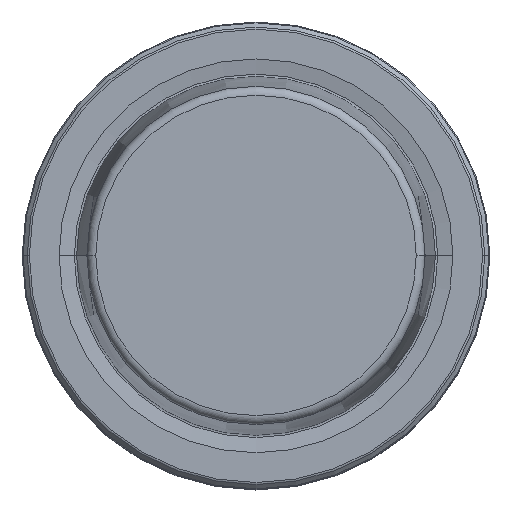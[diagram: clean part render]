
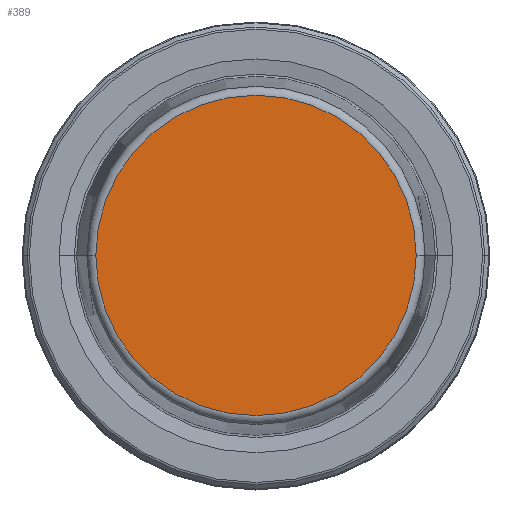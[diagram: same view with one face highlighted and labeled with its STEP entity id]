
A CAD part, top view. The second image highlights one B-rep face of the part: STEP entity #389.
In plain terms, the highlighted planar face has unit normal (0, 0, 1).
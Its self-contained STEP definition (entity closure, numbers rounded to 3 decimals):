
#37 = FACE_OUTER_BOUND ( 'NONE', #585, .T. ) ;
#41 = DIRECTION ( 'NONE',  ( 1., 0., 0. ) ) ;
#43 = DIRECTION ( 'NONE',  ( 0., 0., 1. ) ) ;
#57 = CARTESIAN_POINT ( 'NONE',  ( 0., 0., 31.9 ) ) ;
#120 = CARTESIAN_POINT ( 'NONE',  ( -21.581, 0., 31.9 ) ) ;
#186 = EDGE_CURVE ( 'NONE', #656, #1066, #850, .T. ) ;
#205 = AXIS2_PLACEMENT_3D ( 'NONE', #632, #629, #628 ) ;
#236 = CARTESIAN_POINT ( 'NONE',  ( 0., 0., 31.9 ) ) ;
#313 = AXIS2_PLACEMENT_3D ( 'NONE', #236, #1190, #584 ) ;
#314 = EDGE_CURVE ( 'NONE', #1066, #656, #1071, .T. ) ;
#389 = ADVANCED_FACE ( 'NONE', ( #37 ), #927, .F. ) ;
#584 = DIRECTION ( 'NONE',  ( -1., 0., 0. ) ) ;
#585 = EDGE_LOOP ( 'NONE', ( #621, #756 ) ) ;
#621 = ORIENTED_EDGE ( 'NONE', *, *, #186, .T. ) ;
#628 = DIRECTION ( 'NONE',  ( 1., 0., 0. ) ) ;
#629 = DIRECTION ( 'NONE',  ( 0., 0., 1. ) ) ;
#632 = CARTESIAN_POINT ( 'NONE',  ( 0., 0., 31.9 ) ) ;
#656 = VERTEX_POINT ( 'NONE', #730 ) ;
#730 = CARTESIAN_POINT ( 'NONE',  ( 21.581, 0., 31.9 ) ) ;
#756 = ORIENTED_EDGE ( 'NONE', *, *, #314, .T. ) ;
#803 = AXIS2_PLACEMENT_3D ( 'NONE', #57, #43, #41 ) ;
#850 = CIRCLE ( 'NONE', #205, 21.581 ) ;
#927 = PLANE ( 'NONE',  #313 ) ;
#1066 = VERTEX_POINT ( 'NONE', #120 ) ;
#1071 = CIRCLE ( 'NONE', #803, 21.581 ) ;
#1190 = DIRECTION ( 'NONE',  ( 0., 0., -1. ) ) ;
